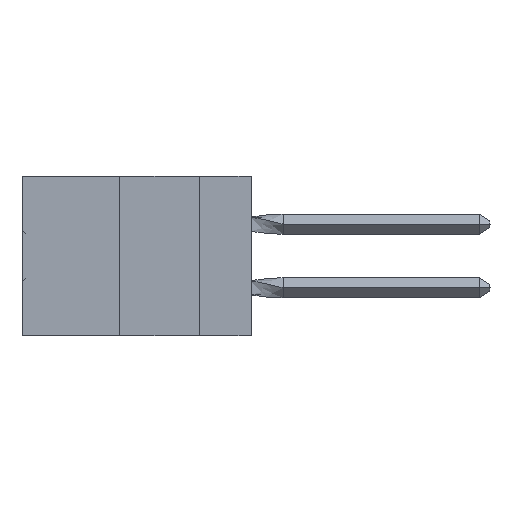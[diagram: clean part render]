
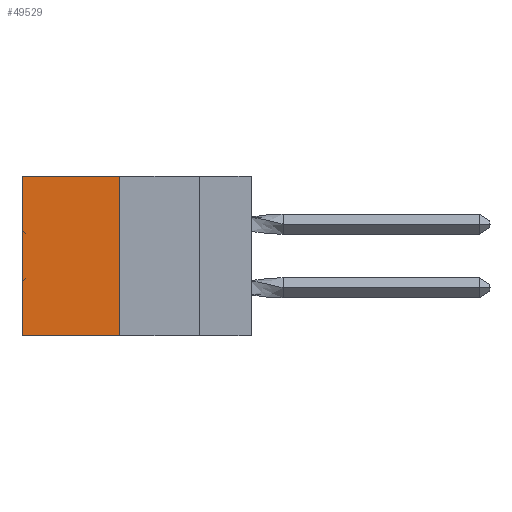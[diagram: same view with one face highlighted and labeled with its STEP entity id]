
A CAD part, left-side view. The second image highlights one B-rep face of the part: STEP entity #49529.
In plain terms, the highlighted planar face has unit normal (-1, 0, 0).
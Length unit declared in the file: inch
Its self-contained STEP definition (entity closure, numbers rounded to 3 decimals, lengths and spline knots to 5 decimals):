
#471 = CARTESIAN_POINT ( 'NONE',  ( 0.305, 0.72, -0.5 ) ) ;
#5060 = LINE ( 'NONE', #17253, #49565 ) ;
#5110 = LINE ( 'NONE', #52161, #31362 ) ;
#7329 = ORIENTED_EDGE ( 'NONE', *, *, #39791, .F. ) ;
#8784 = ORIENTED_EDGE ( 'NONE', *, *, #12989, .T. ) ;
#9989 = DIRECTION ( 'NONE',  ( 0., 1., 0. ) ) ;
#12648 = EDGE_CURVE ( 'NONE', #53375, #24474, #5110, .T. ) ;
#12989 = EDGE_CURVE ( 'NONE', #27725, #53375, #5060, .T. ) ;
#13723 = VECTOR ( 'NONE', #44134, 39.37008 ) ;
#17253 = CARTESIAN_POINT ( 'NONE',  ( 0.305, 0.413, 0. ) ) ;
#17875 = CARTESIAN_POINT ( 'NONE',  ( 0.305, 0.72, 0. ) ) ;
#17960 = FACE_OUTER_BOUND ( 'NONE', #52720, .T. ) ;
#18086 = LINE ( 'NONE', #22772, #43689 ) ;
#20701 = CARTESIAN_POINT ( 'NONE',  ( 0.305, 0.413, 0. ) ) ;
#21342 = DIRECTION ( 'NONE',  ( 0., 1., 0. ) ) ;
#21812 = AXIS2_PLACEMENT_3D ( 'NONE', #28858, #41693, #24887 ) ;
#22772 = CARTESIAN_POINT ( 'NONE',  ( 0.305, 0.413, -0.5 ) ) ;
#23682 = CARTESIAN_POINT ( 'NONE',  ( 0.305, 0.413, -0.5 ) ) ;
#24474 = VERTEX_POINT ( 'NONE', #471 ) ;
#24887 = DIRECTION ( 'NONE',  ( 0., 0., -1. ) ) ;
#27725 = VERTEX_POINT ( 'NONE', #20701 ) ;
#28858 = CARTESIAN_POINT ( 'NONE',  ( 0.305, 0.413, -0.5 ) ) ;
#30912 = CARTESIAN_POINT ( 'NONE',  ( 0.305, 0.413, -0.5 ) ) ;
#30922 = ORIENTED_EDGE ( 'NONE', *, *, #55822, .F. ) ;
#31362 = VECTOR ( 'NONE', #32120, 39.37008 ) ;
#32120 = DIRECTION ( 'NONE',  ( 0., 0., -1. ) ) ;
#33833 = ORIENTED_EDGE ( 'NONE', *, *, #12648, .T. ) ;
#36965 = PLANE ( 'NONE',  #21812 ) ;
#39791 = EDGE_CURVE ( 'NONE', #27725, #45050, #49466, .T. ) ;
#41693 = DIRECTION ( 'NONE',  ( 1., 0., 0. ) ) ;
#43689 = VECTOR ( 'NONE', #9989, 39.37008 ) ;
#44134 = DIRECTION ( 'NONE',  ( 0., 0., -1. ) ) ;
#45050 = VERTEX_POINT ( 'NONE', #23682 ) ;
#49466 = LINE ( 'NONE', #30912, #13723 ) ;
#49529 = ADVANCED_FACE ( 'NONE', ( #17960 ), #36965, .F. ) ;
#49565 = VECTOR ( 'NONE', #21342, 39.37008 ) ;
#52161 = CARTESIAN_POINT ( 'NONE',  ( 0.305, 0.72, -0.5 ) ) ;
#52720 = EDGE_LOOP ( 'NONE', ( #33833, #30922, #7329, #8784 ) ) ;
#53375 = VERTEX_POINT ( 'NONE', #17875 ) ;
#55822 = EDGE_CURVE ( 'NONE', #45050, #24474, #18086, .T. ) ;
